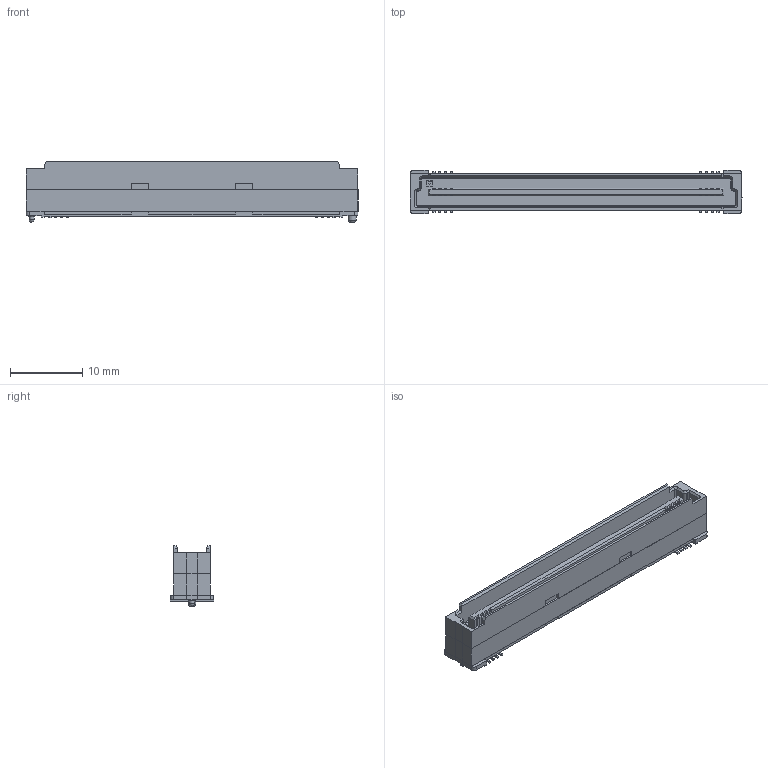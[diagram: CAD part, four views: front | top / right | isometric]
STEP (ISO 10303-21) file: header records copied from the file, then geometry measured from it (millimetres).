
FILE_DESCRIPTION(/* description */ (''),/* implementation_level */ '2;1');
FILE_NAME(/* name */ 'FCI_61083-104400LF.stp',/* time_stamp */ '2015-03-18T10:33:06+01:00',/* author */ ('admchouv'),/* organization */ ('FCI - ELX Division'),/* preprocessor_version */ 'ST-DEVELOPER v15.5',/* originating_system */ 'AutoCAD Mechanical',/* authorisation */ '');
FILE_SCHEMA (('AUTOMOTIVE_DESIGN { 1 0 10303 214 3 1 1 }'));
Length unit declared in the file: millimetre
Products named in the file (1): Product
Bounding box: 45.8 x 6 x 8.35 mm (x, y, z)
Volume: 1199.7 mm3; surface area: 2787.4 mm2
Topology: 36 solids, 36 shells, 523 faces, 1231 edges, 787 vertices
Faces by surface type: plane 490, cone 17, cylinder 14, sphere 1, bspline 1
Full cylindrical faces by diameter (mm): 0.7 x1, 1.1 x1
Entity records: 14581 total; most frequent: CARTESIAN_POINT 2564, ORIENTED_EDGE 2452, DIRECTION 2319, EDGE_CURVE 1226, LINE 1177, VECTOR 1177, VERTEX_POINT 786, AXIS2_PLACEMENT_3D 571
